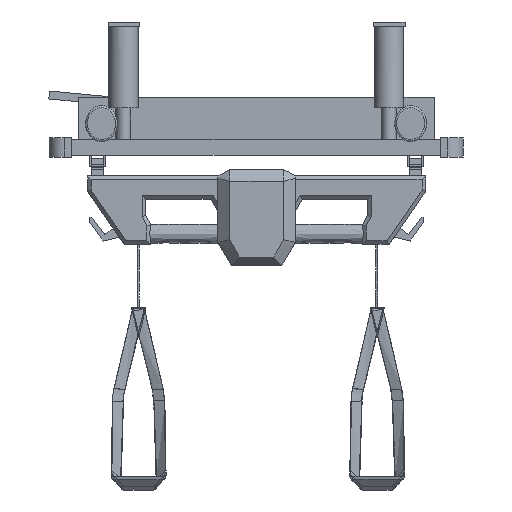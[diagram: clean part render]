
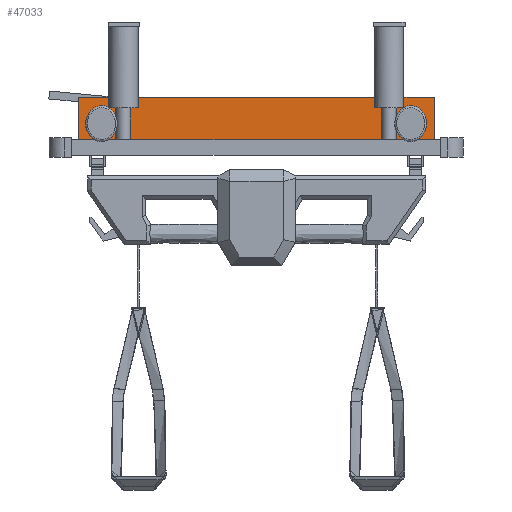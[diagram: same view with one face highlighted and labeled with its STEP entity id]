
A CAD part, front view. The second image highlights one B-rep face of the part: STEP entity #47033.
In plain terms, the highlighted free-form (B-spline) face has degree [1, 1] with [2, 2] control points.
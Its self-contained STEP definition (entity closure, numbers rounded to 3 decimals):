
#47033 = ADVANCED_FACE('',(#47034,#47060,#47090),#47116,.T.);
#47034 = FACE_BOUND('',#47035,.T.);
#47035 = EDGE_LOOP('',(#47036,#47050));
#47036 = ORIENTED_EDGE('',*,*,#47037,.F.);
#47037 = EDGE_CURVE('',#47038,#47040,#47042,.T.);
#47038 = VERTEX_POINT('',#47039);
#47039 = CARTESIAN_POINT('',(-377.893,-774.678,
    -9.688));
#47040 = VERTEX_POINT('',#47041);
#47041 = CARTESIAN_POINT('',(-414.982,-774.678,
    -51.668));
#47042 = ( BOUNDED_CURVE() B_SPLINE_CURVE(3,(#47043,#47044,#47045,#47046
    ,#47047,#47048,#47049),.UNSPECIFIED.,.T.,.F.) 
B_SPLINE_CURVE_WITH_KNOTS((1,3,3,3,1),(-0.5,0.,0.5,1.,1.5),
.UNSPECIFIED.) CURVE() GEOMETRIC_REPRESENTATION_ITEM() 
RATIONAL_B_SPLINE_CURVE((1.,0.333,0.333,1.,0.333,
0.333,1.)) REPRESENTATION_ITEM('') );
#47043 = CARTESIAN_POINT('',(-414.982,-774.678,
    -51.668));
#47044 = CARTESIAN_POINT('',(-414.982,-774.678,
    -135.628));
#47045 = CARTESIAN_POINT('',(-340.803,-774.678,
    -135.628));
#47046 = CARTESIAN_POINT('',(-340.803,-774.678,
    -51.668));
#47047 = CARTESIAN_POINT('',(-340.803,-774.678,
    32.292));
#47048 = CARTESIAN_POINT('',(-414.982,-774.678,
    32.292));
#47049 = CARTESIAN_POINT('',(-414.982,-774.678,
    -51.668));
#47050 = ORIENTED_EDGE('',*,*,#47051,.F.);
#47051 = EDGE_CURVE('',#47040,#47038,#47052,.T.);
#47052 = ( BOUNDED_CURVE() B_SPLINE_CURVE(3,(#47053,#47054,#47055,#47056
    ,#47057,#47058,#47059),.UNSPECIFIED.,.T.,.F.) 
B_SPLINE_CURVE_WITH_KNOTS((1,3,3,3,1),(-0.5,0.,0.5,1.,1.5),
.UNSPECIFIED.) CURVE() GEOMETRIC_REPRESENTATION_ITEM() 
RATIONAL_B_SPLINE_CURVE((1.,0.333,0.333,1.,0.333,
0.333,1.)) REPRESENTATION_ITEM('') );
#47053 = CARTESIAN_POINT('',(-414.982,-774.678,
    -51.668));
#47054 = CARTESIAN_POINT('',(-414.982,-774.678,
    -135.628));
#47055 = CARTESIAN_POINT('',(-340.803,-774.678,
    -135.628));
#47056 = CARTESIAN_POINT('',(-340.803,-774.678,
    -51.668));
#47057 = CARTESIAN_POINT('',(-340.803,-774.678,
    32.292));
#47058 = CARTESIAN_POINT('',(-414.982,-774.678,
    32.292));
#47059 = CARTESIAN_POINT('',(-414.982,-774.678,
    -51.668));
#47060 = FACE_BOUND('',#47061,.T.);
#47061 = EDGE_LOOP('',(#47062,#47071,#47078,#47085));
#47062 = ORIENTED_EDGE('',*,*,#47063,.F.);
#47063 = EDGE_CURVE('',#47064,#47066,#47068,.T.);
#47064 = VERTEX_POINT('',#47065);
#47065 = CARTESIAN_POINT('',(432.37,-774.678,
    -103.336));
#47066 = VERTEX_POINT('',#47067);
#47067 = CARTESIAN_POINT('',(-434.953,-774.678,
    -103.336));
#47068 = B_SPLINE_CURVE_WITH_KNOTS('',1,(#47069,#47070),.UNSPECIFIED.,
  .F.,.F.,(2,2),(0.,671.46),.PIECEWISE_BEZIER_KNOTS.);
#47069 = CARTESIAN_POINT('',(432.37,-774.678,
    -103.336));
#47070 = CARTESIAN_POINT('',(-434.953,-774.678,
    -103.336));
#47071 = ORIENTED_EDGE('',*,*,#47072,.F.);
#47072 = EDGE_CURVE('',#47073,#47064,#47075,.T.);
#47073 = VERTEX_POINT('',#47074);
#47074 = CARTESIAN_POINT('',(432.37,-774.678,
    12.917));
#47075 = B_SPLINE_CURVE_WITH_KNOTS('',1,(#47076,#47077),.UNSPECIFIED.,
  .F.,.F.,(2,2),(0.,90.),.PIECEWISE_BEZIER_KNOTS.);
#47076 = CARTESIAN_POINT('',(432.37,-774.678,
    12.917));
#47077 = CARTESIAN_POINT('',(432.37,-774.678,
    -103.336));
#47078 = ORIENTED_EDGE('',*,*,#47079,.T.);
#47079 = EDGE_CURVE('',#47073,#47080,#47082,.T.);
#47080 = VERTEX_POINT('',#47081);
#47081 = CARTESIAN_POINT('',(-434.953,-774.678,
    12.917));
#47082 = B_SPLINE_CURVE_WITH_KNOTS('',1,(#47083,#47084),.UNSPECIFIED.,
  .F.,.F.,(2,2),(0.,671.46),.PIECEWISE_BEZIER_KNOTS.);
#47083 = CARTESIAN_POINT('',(432.37,-774.678,
    12.917));
#47084 = CARTESIAN_POINT('',(-434.953,-774.678,
    12.917));
#47085 = ORIENTED_EDGE('',*,*,#47086,.T.);
#47086 = EDGE_CURVE('',#47080,#47066,#47087,.T.);
#47087 = B_SPLINE_CURVE_WITH_KNOTS('',1,(#47088,#47089),.UNSPECIFIED.,
  .F.,.F.,(2,2),(0.,90.),.PIECEWISE_BEZIER_KNOTS.);
#47088 = CARTESIAN_POINT('',(-434.953,-774.678,
    12.917));
#47089 = CARTESIAN_POINT('',(-434.953,-774.678,
    -103.336));
#47090 = FACE_BOUND('',#47091,.T.);
#47091 = EDGE_LOOP('',(#47092,#47106));
#47092 = ORIENTED_EDGE('',*,*,#47093,.T.);
#47093 = EDGE_CURVE('',#47094,#47096,#47098,.T.);
#47094 = VERTEX_POINT('',#47095);
#47095 = CARTESIAN_POINT('',(412.399,-774.678,
    -51.668));
#47096 = VERTEX_POINT('',#47097);
#47097 = CARTESIAN_POINT('',(375.309,-774.678,
    -9.688));
#47098 = ( BOUNDED_CURVE() B_SPLINE_CURVE(3,(#47099,#47100,#47101,#47102
    ,#47103,#47104,#47105),.UNSPECIFIED.,.T.,.F.) 
B_SPLINE_CURVE_WITH_KNOTS((1,3,3,3,1),(-0.5,0.,0.5,1.,1.5),
.UNSPECIFIED.) CURVE() GEOMETRIC_REPRESENTATION_ITEM() 
RATIONAL_B_SPLINE_CURVE((1.,0.333,0.333,1.,0.333,
0.333,1.)) REPRESENTATION_ITEM('') );
#47099 = CARTESIAN_POINT('',(412.399,-774.678,
    -51.668));
#47100 = CARTESIAN_POINT('',(412.399,-774.678,
    -135.628));
#47101 = CARTESIAN_POINT('',(338.22,-774.678,
    -135.628));
#47102 = CARTESIAN_POINT('',(338.22,-774.678,
    -51.668));
#47103 = CARTESIAN_POINT('',(338.22,-774.678,
    32.292));
#47104 = CARTESIAN_POINT('',(412.399,-774.678,
    32.292));
#47105 = CARTESIAN_POINT('',(412.399,-774.678,
    -51.668));
#47106 = ORIENTED_EDGE('',*,*,#47107,.T.);
#47107 = EDGE_CURVE('',#47096,#47094,#47108,.T.);
#47108 = ( BOUNDED_CURVE() B_SPLINE_CURVE(3,(#47109,#47110,#47111,#47112
    ,#47113,#47114,#47115),.UNSPECIFIED.,.T.,.F.) 
B_SPLINE_CURVE_WITH_KNOTS((1,3,3,3,1),(-0.5,0.,0.5,1.,1.5),
.UNSPECIFIED.) CURVE() GEOMETRIC_REPRESENTATION_ITEM() 
RATIONAL_B_SPLINE_CURVE((1.,0.333,0.333,1.,0.333,
0.333,1.)) REPRESENTATION_ITEM('') );
#47109 = CARTESIAN_POINT('',(412.399,-774.678,
    -51.668));
#47110 = CARTESIAN_POINT('',(412.399,-774.678,
    -135.628));
#47111 = CARTESIAN_POINT('',(338.22,-774.678,
    -135.628));
#47112 = CARTESIAN_POINT('',(338.22,-774.678,
    -51.668));
#47113 = CARTESIAN_POINT('',(338.22,-774.678,
    32.292));
#47114 = CARTESIAN_POINT('',(412.399,-774.678,
    32.292));
#47115 = CARTESIAN_POINT('',(412.399,-774.678,
    -51.668));
#47116 = B_SPLINE_SURFACE_WITH_KNOTS('',1,1,(
    (#47117,#47118)
    ,(#47119,#47120
    )),.UNSPECIFIED.,.F.,.F.,.F.,(2,2),(2,2),(-362.235,309.225),(-10.,
    105.),.PIECEWISE_BEZIER_KNOTS.);
#47117 = CARTESIAN_POINT('',(432.37,-774.678,
    12.917));
#47118 = CARTESIAN_POINT('',(432.37,-774.678,
    -135.628));
#47119 = CARTESIAN_POINT('',(-434.953,-774.678,
    12.917));
#47120 = CARTESIAN_POINT('',(-434.953,-774.678,
    -135.628));
